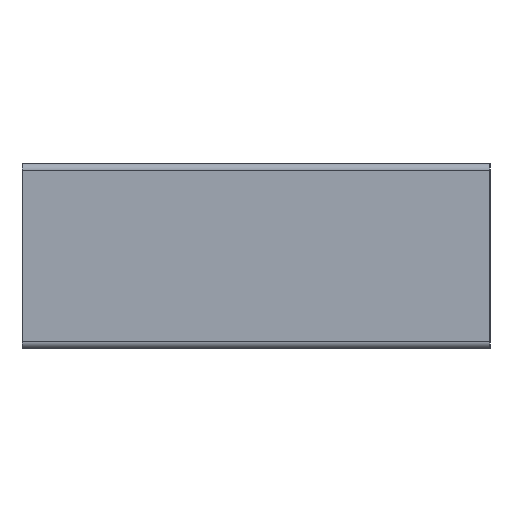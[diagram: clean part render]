
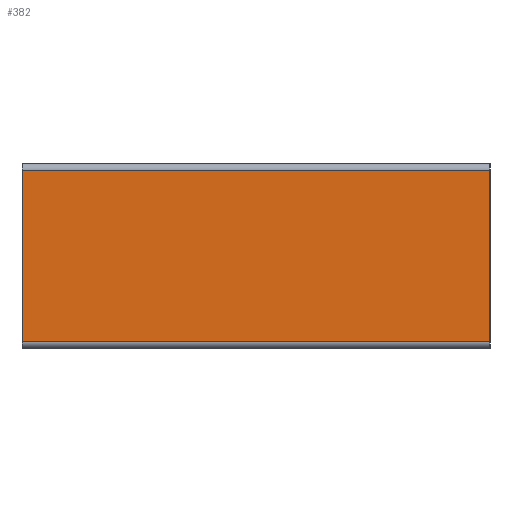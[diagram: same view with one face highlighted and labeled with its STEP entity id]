
A CAD part, left-side view. The second image highlights one B-rep face of the part: STEP entity #382.
In plain terms, the highlighted planar face has unit normal (-1, 0, 0).
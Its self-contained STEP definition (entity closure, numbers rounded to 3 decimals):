
#15=PLANE($,#415);
#34=FACE_OUTER_BOUND($,#58,.T.);
#58=EDGE_LOOP($,(#271,#272,#273,#274));
#82=LINE($,#573,#124);
#83=LINE($,#576,#125);
#84=LINE($,#578,#126);
#85=LINE($,#579,#127);
#124=VECTOR($,#457,1.6);
#125=VECTOR($,#460,0.585);
#126=VECTOR($,#461,1.6);
#127=VECTOR($,#462,0.585);
#177=VERTEX_POINT($,#566);
#180=VERTEX_POINT($,#571);
#181=VERTEX_POINT($,#575);
#182=VERTEX_POINT($,#577);
#216=EDGE_CURVE($,#180,#177,#82,.T.);
#217=EDGE_CURVE($,#180,#181,#83,.T.);
#218=EDGE_CURVE($,#182,#181,#84,.T.);
#219=EDGE_CURVE($,#177,#182,#85,.T.);
#271=ORIENTED_EDGE($,*,*,#216,.F.);
#272=ORIENTED_EDGE($,*,*,#217,.T.);
#273=ORIENTED_EDGE($,*,*,#218,.F.);
#274=ORIENTED_EDGE($,*,*,#219,.F.);
#382=ADVANCED_FACE($,(#34),#15,.T.);
#415=AXIS2_PLACEMENT_3D($,#574,#458,#459);
#457=DIRECTION($,(0.,1.,0.));
#458=DIRECTION('center_axis',(-1.,0.,0.));
#459=DIRECTION('ref_axis',(0.,-1.,0.));
#460=DIRECTION($,(0.,0.,1.));
#461=DIRECTION($,(0.,-1.,0.));
#462=DIRECTION($,(0.,0.,1.));
#566=CARTESIAN_POINT('',(-1.6,0.8,0.025));
#571=CARTESIAN_POINT('',(-1.6,-0.8,0.025));
#573=CARTESIAN_POINT($,(-1.6,0.4,0.025));
#574=CARTESIAN_POINT('Origin',(-1.6,0.8,0.));
#575=CARTESIAN_POINT('',(-1.6,-0.8,0.61));
#576=CARTESIAN_POINT($,(-1.6,-0.8,0.));
#577=CARTESIAN_POINT('',(-1.6,0.8,0.61));
#578=CARTESIAN_POINT($,(-1.6,0.4,0.61));
#579=CARTESIAN_POINT($,(-1.6,0.8,0.));
